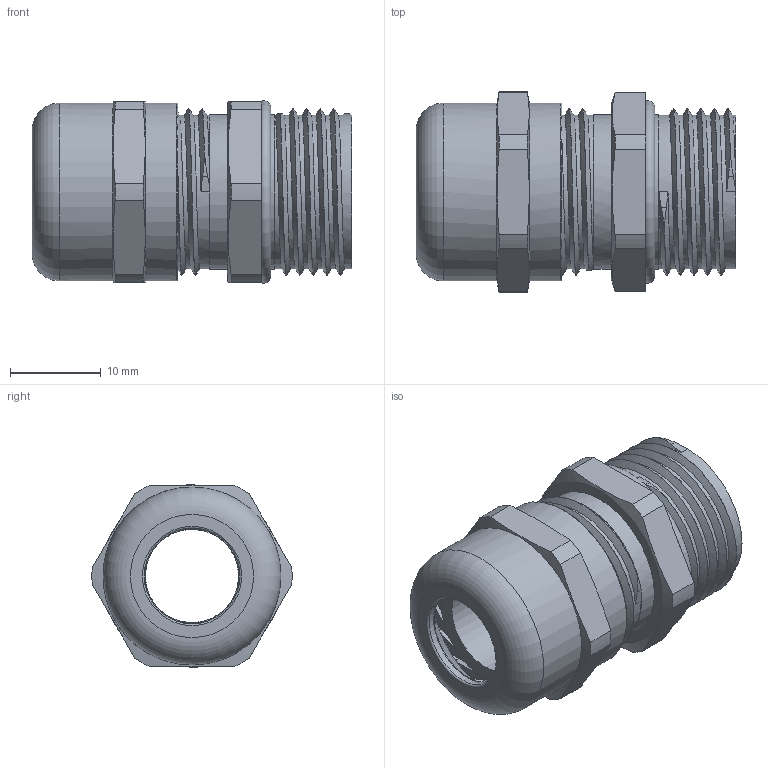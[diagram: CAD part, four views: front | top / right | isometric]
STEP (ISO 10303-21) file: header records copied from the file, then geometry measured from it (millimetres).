
FILE_DESCRIPTION(/* description */ ('Euro-Top PG11, L= 10mm'),/* implementation_level */ '2;1');
FILE_NAME(/* name */ '60480411-RST.stp',/* time_stamp */ '2019-12-04T14:49:06+01:00',/* author */ ('sl'),/* organization */ (''),/* preprocessor_version */ 'ST-DEVELOPER v16.5',/* originating_system */ 'Autodesk Inventor 2017',/* authorisation */ '');
FILE_SCHEMA (('AUTOMOTIVE_DESIGN { 1 0 10303 214 3 1 1 }'));
Length unit declared in the file: millimetre
Products named in the file (6): 60480411; 60080411; 60480411_1; 60080411_1; 60080411_2; 60080411_3
Assembly tree (5 placements, depth 2):
  60480411
    60080411
    60480411_1
    60080411_1
    60080411_2
    60080411_3
Bounding box: 35.32 x 22.11 x 20.17 mm (x, y, z)
Volume: 4826.1 mm3; surface area: 8760.5 mm2
Topology: 5 solids, 5 shells, 241 faces, 653 edges, 425 vertices
Faces by surface type: plane 113, cylinder 84, torus 23, cone 15, bspline 6
Full cylindrical faces by diameter (mm): 10.3 x1, 10.36 x1, 10.56 x1, 13.3 x1, 13.46 x1, 13.72 x2, 14.92 x1, 15.12 x1, 17.12 x1, 17.14 x1, 17.18 x7, 17.24 x1, 18.68 x7, 19.5 x1, 19.66 x2
Entity records: 10163 total; most frequent: CARTESIAN_POINT 4508, DIRECTION 1171, ORIENTED_EDGE 1136, EDGE_CURVE 568, AXIS2_PLACEMENT_3D 467, VERTEX_POINT 386, EDGE_LOOP 272, LINE 237
